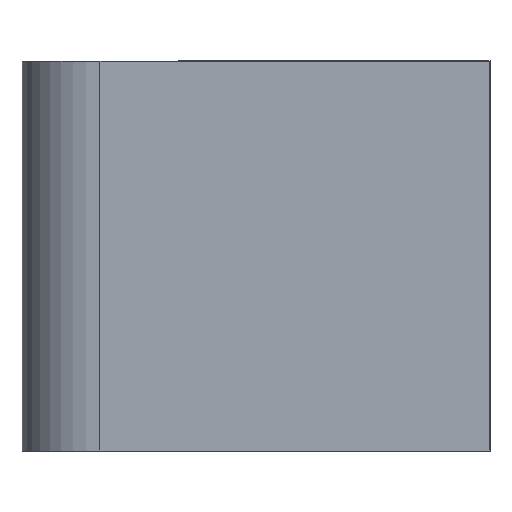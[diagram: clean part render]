
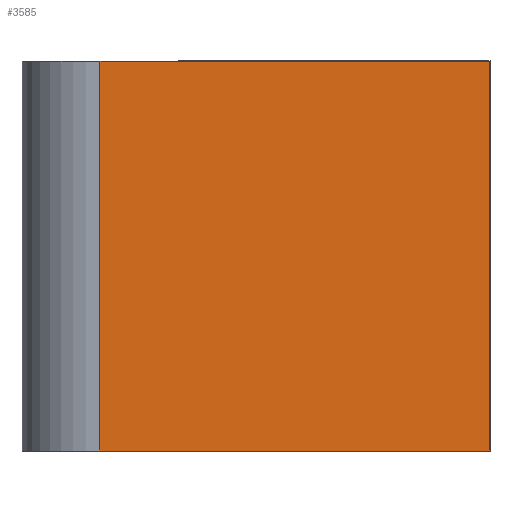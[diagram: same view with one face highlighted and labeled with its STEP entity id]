
A CAD part, left-side view. The second image highlights one B-rep face of the part: STEP entity #3585.
In plain terms, the highlighted planar face has unit normal (-1, 0, 0).
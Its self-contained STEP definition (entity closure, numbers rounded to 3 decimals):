
#167=PLANE('',#3779);
#355=FACE_OUTER_BOUND('',#563,.T.);
#563=EDGE_LOOP('',(#3186,#3187,#3188,#3189));
#866=LINE('',#6052,#1250);
#873=LINE('',#6067,#1257);
#905=LINE('',#6142,#1289);
#906=LINE('',#6144,#1290);
#1250=VECTOR('',#4259,10.);
#1257=VECTOR('',#4270,10.);
#1289=VECTOR('',#4348,10.);
#1290=VECTOR('',#4351,10.);
#1741=VERTEX_POINT('',#6049);
#1742=VERTEX_POINT('',#6051);
#1748=VERTEX_POINT('',#6065);
#1768=VERTEX_POINT('',#6140);
#2209=EDGE_CURVE('',#1741,#1742,#866,.T.);
#2217=EDGE_CURVE('',#1748,#1741,#873,.T.);
#2253=EDGE_CURVE('',#1748,#1768,#905,.T.);
#2254=EDGE_CURVE('',#1742,#1768,#906,.T.);
#3186=ORIENTED_EDGE('',*,*,#2209,.F.);
#3187=ORIENTED_EDGE('',*,*,#2217,.F.);
#3188=ORIENTED_EDGE('',*,*,#2253,.T.);
#3189=ORIENTED_EDGE('',*,*,#2254,.F.);
#3585=ADVANCED_FACE('',(#355),#167,.T.);
#3779=AXIS2_PLACEMENT_3D('',#6143,#4349,#4350);
#4259=DIRECTION('',(0.,0.,1.));
#4270=DIRECTION('',(0.,1.,0.));
#4348=DIRECTION('',(0.,0.,1.));
#4349=DIRECTION('center_axis',(-1.,0.,0.));
#4350=DIRECTION('ref_axis',(0.,-1.,0.));
#4351=DIRECTION('',(0.,-1.,0.));
#6049=CARTESIAN_POINT('',(-32.,10.,-7.5));
#6051=CARTESIAN_POINT('',(-32.,10.,7.5));
#6052=CARTESIAN_POINT('',(-32.,10.,0.));
#6065=CARTESIAN_POINT('',(-32.,-5.,-7.5));
#6067=CARTESIAN_POINT('',(-32.,13.,-7.5));
#6140=CARTESIAN_POINT('',(-32.,-5.,7.5));
#6142=CARTESIAN_POINT('',(-32.,-5.,0.));
#6143=CARTESIAN_POINT('Origin',(-32.,13.,0.));
#6144=CARTESIAN_POINT('',(-32.,13.,7.5));
